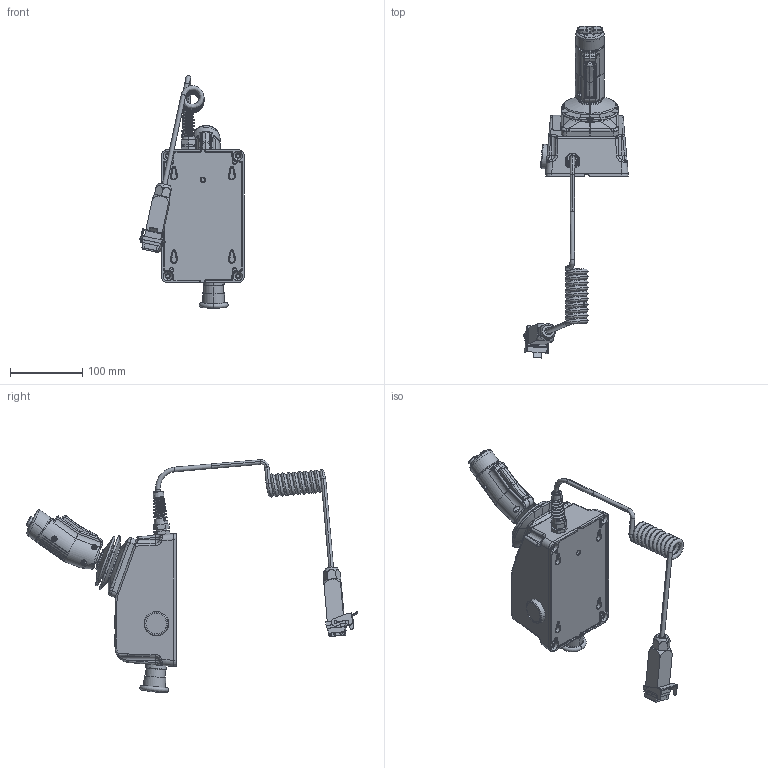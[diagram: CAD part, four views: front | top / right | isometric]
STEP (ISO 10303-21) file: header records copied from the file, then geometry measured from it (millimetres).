
FILE_DESCRIPTION (( 'STEP AP203' ), '1' );
FILE_NAME ('8C40002CC0008-01.STEP', '2018-06-07T05:36:30', ( '' ), ( '' ), 'SwSTEP 2.0', 'SolidWorks 2015', '' );
FILE_SCHEMA (( 'CONFIG_CONTROL_DESIGN' ));
Products named in the file (3): 604064; 8C40002CC0008-01; 8c40002cc0008-01
Assembly tree (2 placements, depth 2):
  8C40002CC0008-01
    8c40002cc0008-01
    604064
Bounding box: 144.01 x 457.86 x 320.95 mm (x, y, z)
Volume: 482789.9 mm3; surface area: 363213.9 mm2
Topology: 23 solids, 23 shells, 4661 faces, 11796 edges, 7185 vertices
Faces by surface type: plane 1282, cylinder 1204, bspline 1154, torus 508, cone 319, sphere 194
Entity records: 217117 total; most frequent: CARTESIAN_POINT 118784, ORIENTED_EDGE 23308, DIRECTION 16619, EDGE_CURVE 11654, VERTEX_POINT 7157, AXIS2_PLACEMENT_3D 6264, EDGE_LOOP 4895, FACE_OUTER_BOUND 4661
